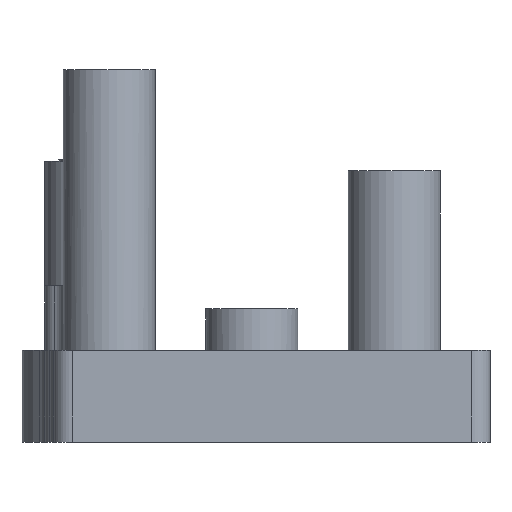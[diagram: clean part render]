
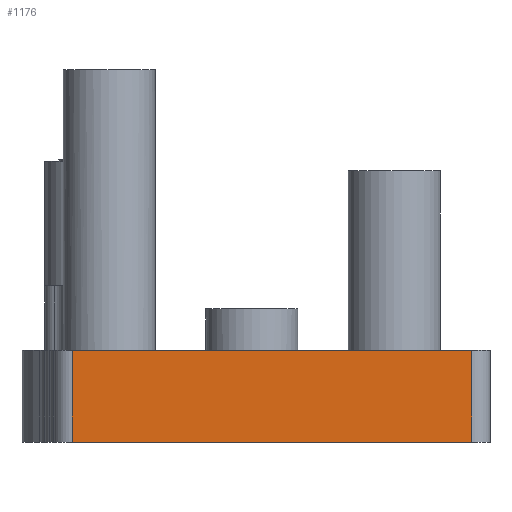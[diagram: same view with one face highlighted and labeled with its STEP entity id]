
A CAD part, left-side view. The second image highlights one B-rep face of the part: STEP entity #1176.
In plain terms, the highlighted planar face has unit normal (-1, 0, 0).
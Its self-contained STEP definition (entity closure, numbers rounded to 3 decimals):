
#50=PLANE('',#1323);
#101=FACE_OUTER_BOUND('',#183,.T.);
#183=EDGE_LOOP('',(#978,#979,#980,#981));
#265=LINE('',#1902,#346);
#279=LINE('',#1976,#360);
#294=LINE('',#2028,#375);
#295=LINE('',#2030,#376);
#346=VECTOR('',#1499,10.);
#360=VECTOR('',#1571,10.);
#375=VECTOR('',#1638,10.);
#376=VECTOR('',#1641,10.);
#527=VERTEX_POINT('',#1899);
#528=VERTEX_POINT('',#1901);
#558=VERTEX_POINT('',#1973);
#559=VERTEX_POINT('',#1975);
#654=EDGE_CURVE('',#527,#528,#265,.T.);
#692=EDGE_CURVE('',#559,#558,#279,.T.);
#719=EDGE_CURVE('',#528,#558,#294,.T.);
#720=EDGE_CURVE('',#559,#527,#295,.T.);
#978=ORIENTED_EDGE('',*,*,#719,.F.);
#979=ORIENTED_EDGE('',*,*,#654,.F.);
#980=ORIENTED_EDGE('',*,*,#720,.F.);
#981=ORIENTED_EDGE('',*,*,#692,.T.);
#1176=ADVANCED_FACE('',(#101),#50,.T.);
#1323=AXIS2_PLACEMENT_3D('',#2029,#1639,#1640);
#1499=DIRECTION('',(0.,-1.,0.));
#1571=DIRECTION('',(0.,-1.,0.));
#1638=DIRECTION('',(0.,0.,-1.));
#1639=DIRECTION('center_axis',(-1.,0.,0.));
#1640=DIRECTION('ref_axis',(0.,-1.,0.));
#1641=DIRECTION('',(0.,0.,1.));
#1899=CARTESIAN_POINT('',(-4.,41.,10.));
#1901=CARTESIAN_POINT('',(-4.,-2.4,10.));
#1902=CARTESIAN_POINT('',(-4.,43.,10.));
#1973=CARTESIAN_POINT('',(-4.,-2.4,0.));
#1975=CARTESIAN_POINT('',(-4.,41.,0.));
#1976=CARTESIAN_POINT('',(-4.,43.,0.));
#2028=CARTESIAN_POINT('',(-4.,-2.4,2.5));
#2029=CARTESIAN_POINT('Origin',(-4.,43.,0.));
#2030=CARTESIAN_POINT('',(-4.,41.,0.));
